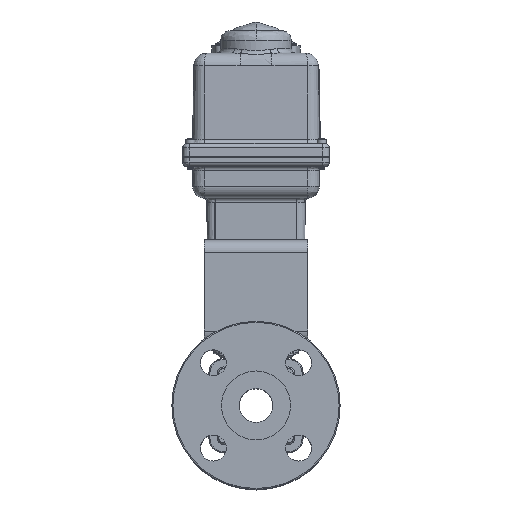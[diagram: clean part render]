
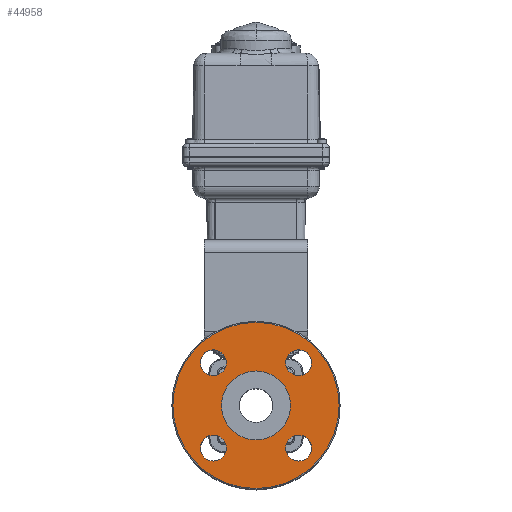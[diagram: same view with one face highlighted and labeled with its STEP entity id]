
A CAD part, top view. The second image highlights one B-rep face of the part: STEP entity #44958.
In plain terms, the highlighted planar face has unit normal (0, 0, 1).
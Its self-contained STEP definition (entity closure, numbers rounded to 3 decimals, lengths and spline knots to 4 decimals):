
#26 = CIRCLE ( 'NONE', #15474, 1. ) ;
#431 = CARTESIAN_POINT ( 'NONE',  ( -1.2374, -1.2374, 3.194 ) ) ;
#1571 = EDGE_CURVE ( 'NONE', #40697, #13394, #36786, .T. ) ;
#1573 = EDGE_CURVE ( 'NONE', #32260, #8493, #26541, .T. ) ;
#1680 = ORIENTED_EDGE ( 'NONE', *, *, #4047, .F. ) ;
#1853 = DIRECTION ( 'NONE',  ( 0., 0., 1. ) ) ;
#2080 = DIRECTION ( 'NONE',  ( 0., 0., -1. ) ) ;
#2228 = AXIS2_PLACEMENT_3D ( 'NONE', #27881, #4869, #31767 ) ;
#3761 = ORIENTED_EDGE ( 'NONE', *, *, #48500, .F. ) ;
#4047 = EDGE_CURVE ( 'NONE', #8493, #32260, #37222, .T. ) ;
#4272 = DIRECTION ( 'NONE',  ( -1., 0., 0. ) ) ;
#4279 = CIRCLE ( 'NONE', #17812, 0.375 ) ;
#4869 = DIRECTION ( 'NONE',  ( 0., 0., 1. ) ) ;
#5242 = AXIS2_PLACEMENT_3D ( 'NONE', #7086, #33997, #10939 ) ;
#6092 = ORIENTED_EDGE ( 'NONE', *, *, #36271, .F. ) ;
#6877 = CARTESIAN_POINT ( 'NONE',  ( -1.6124, 1.2374, 3.194 ) ) ;
#7086 = CARTESIAN_POINT ( 'NONE',  ( 0., 0., 3.194 ) ) ;
#7805 = EDGE_LOOP ( 'NONE', ( #11422, #3761 ) ) ;
#7830 = EDGE_LOOP ( 'NONE', ( #23045, #13565 ) ) ;
#8170 = CIRCLE ( 'NONE', #5242, 2.4087 ) ;
#8493 = VERTEX_POINT ( 'NONE', #21255 ) ;
#8749 = CARTESIAN_POINT ( 'NONE',  ( -1.2374, 1.2374, 3.194 ) ) ;
#8817 = CARTESIAN_POINT ( 'NONE',  ( -0.8624, -1.2374, 3.194 ) ) ;
#9011 = EDGE_CURVE ( 'NONE', #14071, #41129, #8170, .T. ) ;
#9536 = CARTESIAN_POINT ( 'NONE',  ( 1.2374, 1.2374, 3.194 ) ) ;
#9765 = CARTESIAN_POINT ( 'NONE',  ( 1., 0., 3.194 ) ) ;
#9960 = CARTESIAN_POINT ( 'NONE',  ( 0.8624, -1.2374, 3.194 ) ) ;
#10456 = CIRCLE ( 'NONE', #34457, 0.375 ) ;
#10939 = DIRECTION ( 'NONE',  ( 1., 0., 0. ) ) ;
#11422 = ORIENTED_EDGE ( 'NONE', *, *, #48581, .F. ) ;
#12595 = DIRECTION ( 'NONE',  ( 0., 1., 0. ) ) ;
#12674 = CIRCLE ( 'NONE', #44153, 0.375 ) ;
#12824 = AXIS2_PLACEMENT_3D ( 'NONE', #14165, #41070, #18016 ) ;
#12841 = ORIENTED_EDGE ( 'NONE', *, *, #1573, .F. ) ;
#12912 = EDGE_LOOP ( 'NONE', ( #42999, #32178 ) ) ;
#13376 = DIRECTION ( 'NONE',  ( 1., 0., 0. ) ) ;
#13394 = VERTEX_POINT ( 'NONE', #26338 ) ;
#13565 = ORIENTED_EDGE ( 'NONE', *, *, #9011, .T. ) ;
#14071 = VERTEX_POINT ( 'NONE', #24929 ) ;
#14165 = CARTESIAN_POINT ( 'NONE',  ( -1.2374, -1.2374, 3.194 ) ) ;
#14587 = CARTESIAN_POINT ( 'NONE',  ( 0.8624, 1.2374, 3.194 ) ) ;
#14674 = FACE_BOUND ( 'NONE', #12912, .T. ) ;
#14768 = AXIS2_PLACEMENT_3D ( 'NONE', #20357, #16658, #43585 ) ;
#15474 = AXIS2_PLACEMENT_3D ( 'NONE', #25074, #2080, #28965 ) ;
#15513 = AXIS2_PLACEMENT_3D ( 'NONE', #8749, #35631, #12595 ) ;
#15682 = CARTESIAN_POINT ( 'NONE',  ( 0., 0., 3.194 ) ) ;
#16658 = DIRECTION ( 'NONE',  ( 0., 0., 1. ) ) ;
#17419 = DIRECTION ( 'NONE',  ( 0., 0., 1. ) ) ;
#17633 = AXIS2_PLACEMENT_3D ( 'NONE', #40478, #17419, #44357 ) ;
#17812 = AXIS2_PLACEMENT_3D ( 'NONE', #9536, #36421, #13376 ) ;
#18016 = DIRECTION ( 'NONE',  ( -1., 0., 0. ) ) ;
#18122 = CARTESIAN_POINT ( 'NONE',  ( 1.2374, 1.2374, 3.194 ) ) ;
#19518 = AXIS2_PLACEMENT_3D ( 'NONE', #431, #27280, #4272 ) ;
#19534 = DIRECTION ( 'NONE',  ( -1., 0., 0. ) ) ;
#20234 = DIRECTION ( 'NONE',  ( 0., 0., 1. ) ) ;
#20276 = CARTESIAN_POINT ( 'NONE',  ( 1.6124, -1.2374, 3.194 ) ) ;
#20290 = VERTEX_POINT ( 'NONE', #20276 ) ;
#20357 = CARTESIAN_POINT ( 'NONE',  ( 0., 1., 3.194 ) ) ;
#21255 = CARTESIAN_POINT ( 'NONE',  ( -1.6124, -1.2374, 3.194 ) ) ;
#21971 = DIRECTION ( 'NONE',  ( 1., 0., 0. ) ) ;
#22071 = ORIENTED_EDGE ( 'NONE', *, *, #31424, .F. ) ;
#22080 = AXIS2_PLACEMENT_3D ( 'NONE', #15682, #42607, #19534 ) ;
#23045 = ORIENTED_EDGE ( 'NONE', *, *, #43903, .T. ) ;
#23320 = CIRCLE ( 'NONE', #31009, 0.375 ) ;
#23509 = ORIENTED_EDGE ( 'NONE', *, *, #45484, .F. ) ;
#24835 = CARTESIAN_POINT ( 'NONE',  ( -1.2374, 1.2374, 3.194 ) ) ;
#24920 = FACE_BOUND ( 'NONE', #34899, .T. ) ;
#24929 = CARTESIAN_POINT ( 'NONE',  ( -2.4087, 0., 3.194 ) ) ;
#25074 = CARTESIAN_POINT ( 'NONE',  ( 0., 0., 3.194 ) ) ;
#25153 = VERTEX_POINT ( 'NONE', #14587 ) ;
#26338 = CARTESIAN_POINT ( 'NONE',  ( -1., 0., 3.194 ) ) ;
#26541 = CIRCLE ( 'NONE', #19518, 0.375 ) ;
#27209 = VERTEX_POINT ( 'NONE', #42472 ) ;
#27280 = DIRECTION ( 'NONE',  ( 0., 0., 1. ) ) ;
#27636 = VERTEX_POINT ( 'NONE', #39483 ) ;
#27881 = CARTESIAN_POINT ( 'NONE',  ( 1.2374, -1.2374, 3.194 ) ) ;
#28731 = DIRECTION ( 'NONE',  ( 0., 1., 0. ) ) ;
#28965 = DIRECTION ( 'NONE',  ( -1., 0., 0. ) ) ;
#30711 = ORIENTED_EDGE ( 'NONE', *, *, #43856, .F. ) ;
#31009 = AXIS2_PLACEMENT_3D ( 'NONE', #24835, #1853, #28731 ) ;
#31424 = EDGE_CURVE ( 'NONE', #27636, #25153, #12674, .T. ) ;
#31767 = DIRECTION ( 'NONE',  ( 0., -1., 0. ) ) ;
#31815 = PLANE ( 'NONE',  #14768 ) ;
#32178 = ORIENTED_EDGE ( 'NONE', *, *, #1571, .T. ) ;
#32260 = VERTEX_POINT ( 'NONE', #8817 ) ;
#32367 = EDGE_CURVE ( 'NONE', #13394, #40697, #26, .T. ) ;
#33997 = DIRECTION ( 'NONE',  ( 0., 0., 1. ) ) ;
#34457 = AXIS2_PLACEMENT_3D ( 'NONE', #43307, #20234, #47187 ) ;
#34537 = VERTEX_POINT ( 'NONE', #9960 ) ;
#34899 = EDGE_LOOP ( 'NONE', ( #22071, #6092 ) ) ;
#35173 = FACE_BOUND ( 'NONE', #46172, .T. ) ;
#35631 = DIRECTION ( 'NONE',  ( 0., 0., 1. ) ) ;
#36271 = EDGE_CURVE ( 'NONE', #25153, #27636, #4279, .T. ) ;
#36365 = FACE_OUTER_BOUND ( 'NONE', #7830, .T. ) ;
#36421 = DIRECTION ( 'NONE',  ( 0., 0., 1. ) ) ;
#36786 = CIRCLE ( 'NONE', #22080, 1. ) ;
#37222 = CIRCLE ( 'NONE', #12824, 0.375 ) ;
#38983 = CARTESIAN_POINT ( 'NONE',  ( 2.4087, 0., 3.194 ) ) ;
#39337 = CIRCLE ( 'NONE', #17633, 2.4087 ) ;
#39483 = CARTESIAN_POINT ( 'NONE',  ( 1.6124, 1.2374, 3.194 ) ) ;
#40478 = CARTESIAN_POINT ( 'NONE',  ( 0., 0., 3.194 ) ) ;
#40543 = CIRCLE ( 'NONE', #2228, 0.375 ) ;
#40697 = VERTEX_POINT ( 'NONE', #9765 ) ;
#40879 = VERTEX_POINT ( 'NONE', #6877 ) ;
#41070 = DIRECTION ( 'NONE',  ( 0., 0., 1. ) ) ;
#41129 = VERTEX_POINT ( 'NONE', #38983 ) ;
#41410 = EDGE_LOOP ( 'NONE', ( #12841, #1680 ) ) ;
#42472 = CARTESIAN_POINT ( 'NONE',  ( -0.8624, 1.2374, 3.194 ) ) ;
#42607 = DIRECTION ( 'NONE',  ( 0., 0., -1. ) ) ;
#42999 = ORIENTED_EDGE ( 'NONE', *, *, #32367, .T. ) ;
#43307 = CARTESIAN_POINT ( 'NONE',  ( 1.2374, -1.2374, 3.194 ) ) ;
#43585 = DIRECTION ( 'NONE',  ( 1., 0., 0. ) ) ;
#43856 = EDGE_CURVE ( 'NONE', #34537, #20290, #40543, .T. ) ;
#43903 = EDGE_CURVE ( 'NONE', #41129, #14071, #39337, .T. ) ;
#44153 = AXIS2_PLACEMENT_3D ( 'NONE', #18122, #45052, #21971 ) ;
#44357 = DIRECTION ( 'NONE',  ( 1., 0., 0. ) ) ;
#44958 = ADVANCED_FACE ( 'NONE', ( #36365, #47842, #45388, #35173, #24920, #14674 ), #31815, .T. ) ;
#45052 = DIRECTION ( 'NONE',  ( 0., 0., 1. ) ) ;
#45388 = FACE_BOUND ( 'NONE', #41410, .T. ) ;
#45484 = EDGE_CURVE ( 'NONE', #20290, #34537, #10456, .T. ) ;
#46172 = EDGE_LOOP ( 'NONE', ( #23509, #30711 ) ) ;
#46223 = CIRCLE ( 'NONE', #15513, 0.375 ) ;
#47187 = DIRECTION ( 'NONE',  ( 0., -1., 0. ) ) ;
#47842 = FACE_BOUND ( 'NONE', #7805, .T. ) ;
#48500 = EDGE_CURVE ( 'NONE', #40879, #27209, #46223, .T. ) ;
#48581 = EDGE_CURVE ( 'NONE', #27209, #40879, #23320, .T. ) ;
